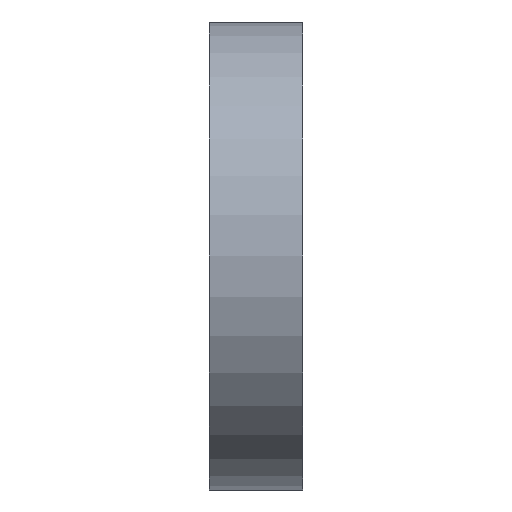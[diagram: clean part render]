
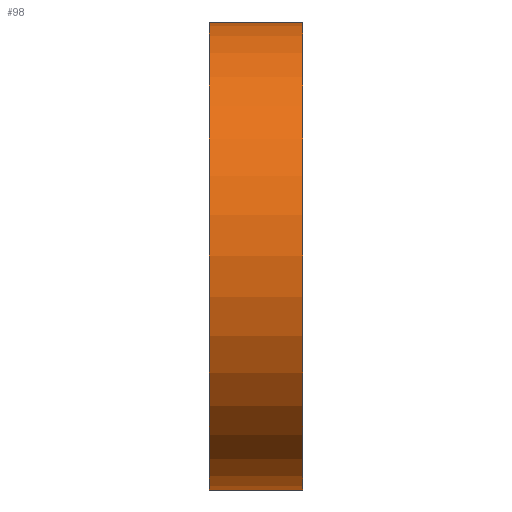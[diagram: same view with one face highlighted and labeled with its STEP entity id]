
A CAD part, front view. The second image highlights one B-rep face of the part: STEP entity #98.
In plain terms, the highlighted cylindrical face has radius 10 mm (diameter 20 mm), a partial arc.
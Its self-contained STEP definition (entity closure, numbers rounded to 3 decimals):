
#98=ADVANCED_FACE('',(#172),#174,.T.);
#172=FACE_BOUND('',#173,.T.);
#173=EDGE_LOOP('',(#213,#214,#215,#216));
#174=CYLINDRICAL_SURFACE('',#175,10.);
#175=AXIS2_PLACEMENT_3D('',#176,#177,#178);
#176=CARTESIAN_POINT('',(0.,-67.204,0.));
#177=DIRECTION('',(1.,0.,0.));
#178=DIRECTION('',(0.,0.,1.));
#213=ORIENTED_EDGE('',*,*,#226,.T.);
#214=ORIENTED_EDGE('',*,*,#238,.T.);
#215=ORIENTED_EDGE('',*,*,#233,.F.);
#216=ORIENTED_EDGE('',*,*,#239,.F.);
#226=EDGE_CURVE('',#244,#241,#245,.T.);
#233=EDGE_CURVE('',#256,#258,#259,.T.);
#238=EDGE_CURVE('',#241,#258,#266,.T.);
#239=EDGE_CURVE('',#244,#256,#267,.T.);
#241=VERTEX_POINT('',#269);
#244=VERTEX_POINT('',#274);
#245=CIRCLE('',#275,10.);
#256=VERTEX_POINT('',#303);
#258=VERTEX_POINT('',#307);
#259=CIRCLE('',#308,10.);
#266=LINE('',#328,#329);
#267=LINE('',#331,#332);
#269=CARTESIAN_POINT('',(0.,-67.204,-10.));
#274=CARTESIAN_POINT('',(0.,-67.204,10.));
#275=AXIS2_PLACEMENT_3D('',#276,#277,#278);
#276=CARTESIAN_POINT('',(0.,-67.204,0.));
#277=DIRECTION('',(1.,0.,0.));
#278=DIRECTION('',(0.,0.,1.));
#303=CARTESIAN_POINT('',(4.,-67.204,10.));
#307=CARTESIAN_POINT('',(4.,-67.204,-10.));
#308=AXIS2_PLACEMENT_3D('',#309,#310,#311);
#309=CARTESIAN_POINT('',(4.,-67.204,0.));
#310=DIRECTION('',(1.,0.,0.));
#311=DIRECTION('',(0.,0.,1.));
#328=CARTESIAN_POINT('',(0.,-67.204,-10.));
#329=VECTOR('',#330,1.);
#330=DIRECTION('',(1.,0.,0.));
#331=CARTESIAN_POINT('',(0.,-67.204,10.));
#332=VECTOR('',#333,1.);
#333=DIRECTION('',(1.,0.,0.));
